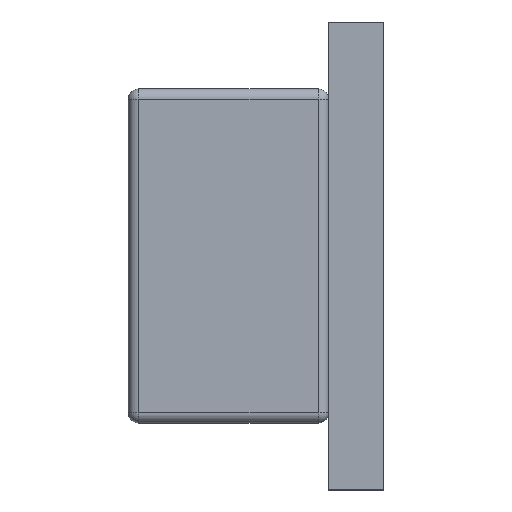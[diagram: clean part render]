
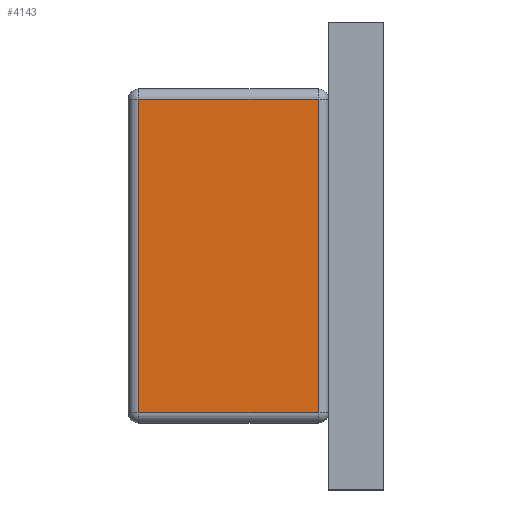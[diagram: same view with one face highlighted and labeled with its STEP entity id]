
A CAD part, left-side view. The second image highlights one B-rep face of the part: STEP entity #4143.
In plain terms, the highlighted planar face has unit normal (-1, 0, 0).
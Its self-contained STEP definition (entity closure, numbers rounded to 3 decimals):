
#212 = DIRECTION ( 'NONE',  ( 0., -1., 0. ) ) ;
#328 = PLANE ( 'NONE',  #840 ) ;
#498 = CARTESIAN_POINT ( 'NONE',  ( -1.25, 1.53, -0.938 ) ) ;
#500 = ORIENTED_EDGE ( 'NONE', *, *, #1661, .T. ) ;
#840 = AXIS2_PLACEMENT_3D ( 'NONE', #2705, #2055, #3079 ) ;
#1210 = LINE ( 'NONE', #1494, #1966 ) ;
#1340 = VERTEX_POINT ( 'NONE', #3562 ) ;
#1494 = CARTESIAN_POINT ( 'NONE',  ( -1.25, 1.53, 0.937 ) ) ;
#1567 = ORIENTED_EDGE ( 'NONE', *, *, #3072, .T. ) ;
#1661 = EDGE_CURVE ( 'NONE', #1867, #1340, #1210, .T. ) ;
#1809 = DIRECTION ( 'NONE',  ( 0., 0., -1. ) ) ;
#1821 = CARTESIAN_POINT ( 'NONE',  ( -1.25, 0.393, -0.938 ) ) ;
#1867 = VERTEX_POINT ( 'NONE', #2416 ) ;
#1881 = VECTOR ( 'NONE', #2656, 1000. ) ;
#1922 = CARTESIAN_POINT ( 'NONE',  ( -1.25, 0.393, -1. ) ) ;
#1966 = VECTOR ( 'NONE', #3887, 1000. ) ;
#1980 = VERTEX_POINT ( 'NONE', #1821 ) ;
#2055 = DIRECTION ( 'NONE',  ( 1., 0., 0. ) ) ;
#2057 = EDGE_CURVE ( 'NONE', #2276, #1980, #2929, .T. ) ;
#2276 = VERTEX_POINT ( 'NONE', #2630 ) ;
#2416 = CARTESIAN_POINT ( 'NONE',  ( -1.25, 0.393, 0.937 ) ) ;
#2603 = VECTOR ( 'NONE', #212, 1000. ) ;
#2628 = EDGE_LOOP ( 'NONE', ( #3499, #4096, #1567, #500 ) ) ;
#2630 = CARTESIAN_POINT ( 'NONE',  ( -1.25, 1.468, -0.938 ) ) ;
#2656 = DIRECTION ( 'NONE',  ( 0., 0., 1. ) ) ;
#2705 = CARTESIAN_POINT ( 'NONE',  ( -1.25, 1.53, -1. ) ) ;
#2779 = FACE_OUTER_BOUND ( 'NONE', #2628, .T. ) ;
#2904 = EDGE_CURVE ( 'NONE', #1340, #2276, #2957, .T. ) ;
#2929 = LINE ( 'NONE', #498, #2603 ) ;
#2957 = LINE ( 'NONE', #3859, #3391 ) ;
#3072 = EDGE_CURVE ( 'NONE', #1980, #1867, #3746, .T. ) ;
#3079 = DIRECTION ( 'NONE',  ( 0., 0., -1. ) ) ;
#3391 = VECTOR ( 'NONE', #1809, 1000. ) ;
#3499 = ORIENTED_EDGE ( 'NONE', *, *, #2904, .T. ) ;
#3562 = CARTESIAN_POINT ( 'NONE',  ( -1.25, 1.468, 0.937 ) ) ;
#3746 = LINE ( 'NONE', #1922, #1881 ) ;
#3859 = CARTESIAN_POINT ( 'NONE',  ( -1.25, 1.468, -1. ) ) ;
#3887 = DIRECTION ( 'NONE',  ( 0., 1., 0. ) ) ;
#4096 = ORIENTED_EDGE ( 'NONE', *, *, #2057, .T. ) ;
#4143 = ADVANCED_FACE ( 'NONE', ( #2779 ), #328, .F. ) ;
